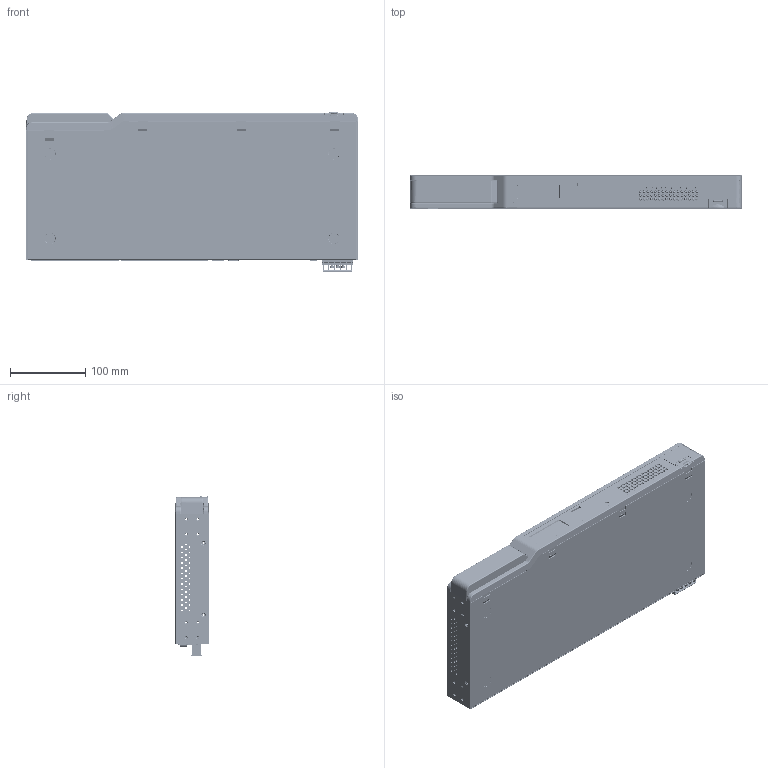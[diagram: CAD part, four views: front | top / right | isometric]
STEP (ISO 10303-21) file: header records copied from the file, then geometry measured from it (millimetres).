
FILE_DESCRIPTION((''),'2;1');
FILE_NAME('NPORT6610-32-48V','2014-05-12T',('Sam_Liu'),(''),'PRO/ENGINEER BY PARAMETRIC TECHNOLOGY CORPORATION, 2013230','PRO/ENGINEER BY PARAMETRIC TECHNOLOGY CORPORATION, 2013230','');
FILE_SCHEMA(('CONFIG_CONTROL_DESIGN'));
Products named in the file (1): NPORT6610-32-48V
Bounding box: 440 x 44 x 212.8 mm (x, y, z)
Volume: 569111.2 mm3; surface area: 728866.5 mm2
Topology: 10 solids, 10 shells, 9731 faces, 25188 edges, 16437 vertices
Faces by surface type: plane 7015, cylinder 2246, cone 204, sphere 96, torus 95, bspline 54, extrusion 21
Entity records: 299778 total; most frequent: CARTESIAN_POINT 56792, ORIENTED_EDGE 50184, DIRECTION 48917, EDGE_CURVE 25092, VECTOR 19453, LINE 19432, VERTEX_POINT 16437, AXIS2_PLACEMENT_3D 14732
